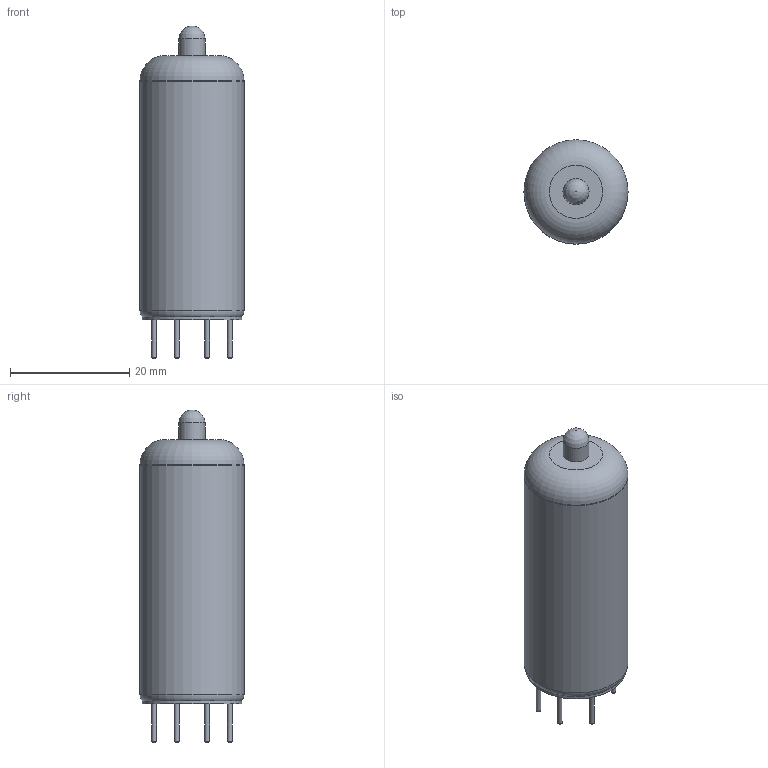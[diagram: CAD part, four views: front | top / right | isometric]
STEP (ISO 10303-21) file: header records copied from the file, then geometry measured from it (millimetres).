
FILE_DESCRIPTION(/* description */ ('model of Valve_Mini_P'),/* implementation_level */ '2;1');
FILE_NAME(/* name */ 'Valve_Mini_P.step',/* time_stamp */ '2018-11-12T21:46:24',/* author */ ('kicad StepUp','ksu'),/* organization */ ('FreeCAD'),/* preprocessor_version */ 'OCC',/* originating_system */ 'kicad StepUp',/* authorisation */ '');
FILE_SCHEMA(('AUTOMOTIVE_DESIGN { 1 0 10303 214 1 1 1 1 }'));
Length unit declared in the file: millimetre
Products named in the file (1): Valve_Mini_P
Bounding box: 17.44 x 17.44 x 55.66 mm (x, y, z)
Volume: 10468.2 mm3; surface area: 2944.6 mm2
Topology: 1 solids, 1 shells, 32 faces, 53 edges, 31 vertices
Faces by surface type: cylinder 12, plane 10, torus 9, revolution 1
Full cylindrical faces by diameter (mm): 0.8 x7, 4.36 x1, 16.64 x1, 17.44 x3
Entity records: 1005 total; most frequent: DIRECTION 159, CARTESIAN_POINT 129, ORIENTED_EDGE 106, AXIS2_PLACEMENT_3D 73, EDGE_CURVE 53, CIRCLE 41, FACE_BOUND 40, EDGE_LOOP 40
